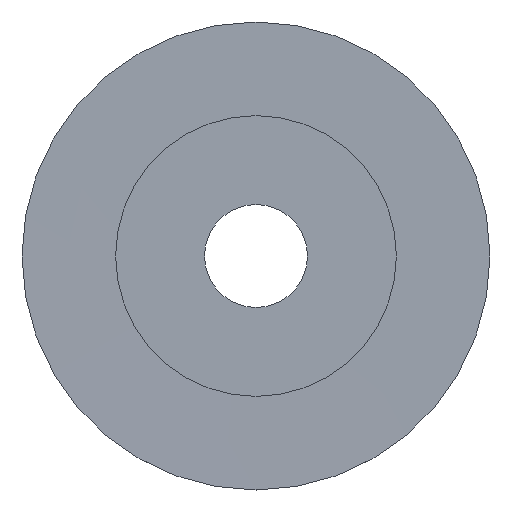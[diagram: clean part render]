
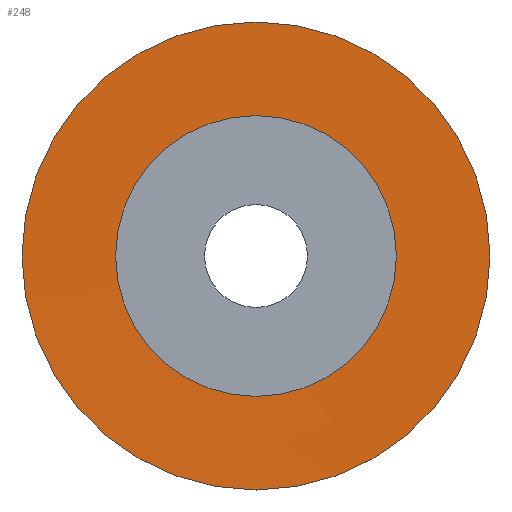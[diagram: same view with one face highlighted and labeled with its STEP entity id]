
A CAD part, top view. The second image highlights one B-rep face of the part: STEP entity #248.
In plain terms, the highlighted conical face has half-angle 89.914 degrees and reference radius 50 mm.
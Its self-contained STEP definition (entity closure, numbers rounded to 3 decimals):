
#4 = DIRECTION ( 'NONE',  ( 0., 1., 0. ) ) ;
#6 = CARTESIAN_POINT ( 'NONE',  ( 0., 30., 0.77 ) ) ;
#19 = AXIS2_PLACEMENT_3D ( 'NONE', #119, #22, #200 ) ;
#22 = DIRECTION ( 'NONE',  ( 0., 0., 1. ) ) ;
#25 = CARTESIAN_POINT ( 'NONE',  ( 0., 0., 0.8 ) ) ;
#34 = AXIS2_PLACEMENT_3D ( 'NONE', #25, #113, #87 ) ;
#42 = CARTESIAN_POINT ( 'NONE',  ( 0., 50., 0.8 ) ) ;
#61 = VERTEX_POINT ( 'NONE', #6 ) ;
#64 = FACE_OUTER_BOUND ( 'NONE', #188, .T. ) ;
#87 = DIRECTION ( 'NONE',  ( 0., 1., 0. ) ) ;
#95 = ORIENTED_EDGE ( 'NONE', *, *, #201, .F. ) ;
#104 = VERTEX_POINT ( 'NONE', #42 ) ;
#113 = DIRECTION ( 'NONE',  ( 0., 0., -1. ) ) ;
#119 = CARTESIAN_POINT ( 'NONE',  ( 0., 0., 0.8 ) ) ;
#121 = EDGE_CURVE ( 'NONE', #61, #61, #223, .T. ) ;
#135 = DIRECTION ( 'NONE',  ( 0., 0., -1. ) ) ;
#138 = AXIS2_PLACEMENT_3D ( 'NONE', #196, #135, #4 ) ;
#172 = CIRCLE ( 'NONE', #34, 50. ) ;
#188 = EDGE_LOOP ( 'NONE', ( #95 ) ) ;
#196 = CARTESIAN_POINT ( 'NONE',  ( 0., 0., 0.77 ) ) ;
#200 = DIRECTION ( 'NONE',  ( 0., -1., 0. ) ) ;
#201 = EDGE_CURVE ( 'NONE', #104, #104, #172, .T. ) ;
#213 = CONICAL_SURFACE ( 'NONE', #19, 50., 1.569 ) ;
#214 = EDGE_LOOP ( 'NONE', ( #245 ) ) ;
#217 = FACE_BOUND ( 'NONE', #214, .T. ) ;
#223 = CIRCLE ( 'NONE', #138, 30. ) ;
#245 = ORIENTED_EDGE ( 'NONE', *, *, #121, .T. ) ;
#248 = ADVANCED_FACE ( 'NONE', ( #217, #64 ), #213, .F. ) ;
